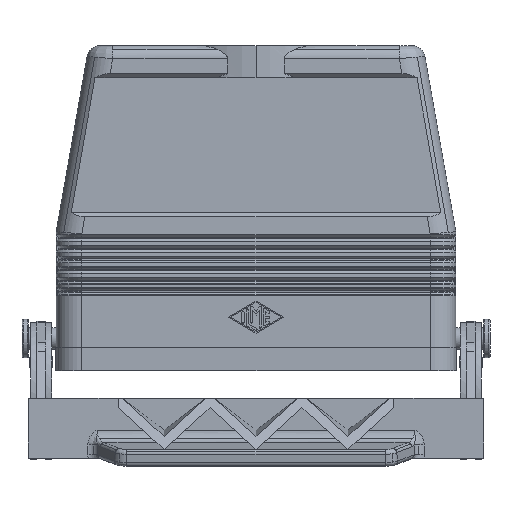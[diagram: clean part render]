
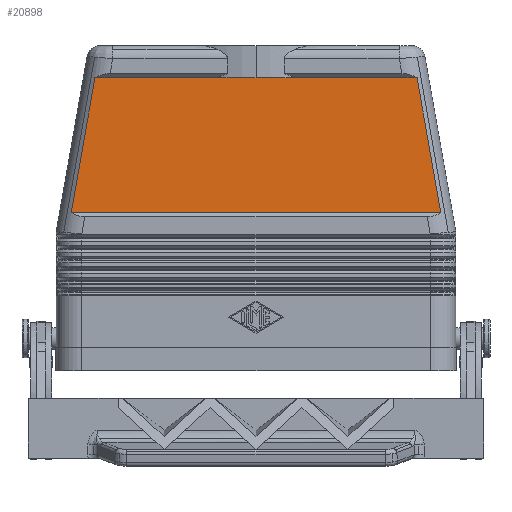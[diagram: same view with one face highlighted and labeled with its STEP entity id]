
A CAD part, front view. The second image highlights one B-rep face of the part: STEP entity #20898.
In plain terms, the highlighted planar face has unit normal (0, -1, 0).
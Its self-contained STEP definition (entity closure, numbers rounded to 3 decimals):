
#1708=CARTESIAN_POINT('',(-43.232,-20.5,37.0));
#1709=VERTEX_POINT('',#1708);
#1717=CARTESIAN_POINT('',(-37.677,-20.5,68.5));
#1718=VERTEX_POINT('',#1717);
#1719=CARTESIAN_POINT('',(-43.232,-20.5,37.0));
#1720=DIRECTION('',(0.174,0.,0.985));
#1721=VECTOR('',#1720,31.986);
#1722=LINE('',#1719,#1721);
#1723=EDGE_CURVE('',#1709,#1718,#1722,.T.);
#5064=CARTESIAN_POINT('',(9.274,-20.5,68.5));
#5065=VERTEX_POINT('',#5064);
#5214=CARTESIAN_POINT('',(37.677,-20.5,68.5));
#5215=VERTEX_POINT('',#5214);
#5223=CARTESIAN_POINT('',(43.232,-20.5,37.0));
#5224=VERTEX_POINT('',#5223);
#5225=CARTESIAN_POINT('',(37.677,-20.5,68.5));
#5226=DIRECTION('',(0.174,0.,-0.985));
#5227=VECTOR('',#5226,31.986);
#5228=LINE('',#5225,#5227);
#5229=EDGE_CURVE('',#5215,#5224,#5228,.T.);
#20462=CARTESIAN_POINT('',(-9.274,-20.5,68.5));
#20463=VERTEX_POINT('',#20462);
#20464=CARTESIAN_POINT('',(9.274,-20.5,68.5));
#20465=DIRECTION('',(-1.0,0.0,0.0));
#20466=VECTOR('',#20465,18.547);
#20467=LINE('',#20464,#20466);
#20468=EDGE_CURVE('',#5065,#20463,#20467,.T.);
#20799=CARTESIAN_POINT('',(-9.274,-20.5,68.5));
#20800=DIRECTION('',(-1.0,0.0,0.0));
#20801=VECTOR('',#20800,28.404);
#20802=LINE('',#20799,#20801);
#20803=EDGE_CURVE('',#20463,#1718,#20802,.T.);
#20814=CARTESIAN_POINT('',(37.677,-20.5,68.5));
#20815=DIRECTION('',(-1.0,0.0,0.0));
#20816=VECTOR('',#20815,28.404);
#20817=LINE('',#20814,#20816);
#20818=EDGE_CURVE('',#5215,#5065,#20817,.T.);
#20880=CARTESIAN_POINT('',(0.0,-20.5,68.5));
#20881=DIRECTION('',(0.0,1.0,0.0));
#20882=DIRECTION('',(0.0,0.0,1.0));
#20883=AXIS2_PLACEMENT_3D('',#20880,#20881,#20882);
#20884=PLANE('',#20883);
#20885=ORIENTED_EDGE('',*,*,#1723,.F.);
#20886=CARTESIAN_POINT('',(43.232,-20.5,37.0));
#20887=DIRECTION('',(-1.0,0.0,0.0));
#20888=VECTOR('',#20887,86.464);
#20889=LINE('',#20886,#20888);
#20890=EDGE_CURVE('',#5224,#1709,#20889,.T.);
#20891=ORIENTED_EDGE('',*,*,#20890,.F.);
#20892=ORIENTED_EDGE('',*,*,#5229,.F.);
#20893=ORIENTED_EDGE('',*,*,#20818,.T.);
#20894=ORIENTED_EDGE('',*,*,#20468,.T.);
#20895=ORIENTED_EDGE('',*,*,#20803,.T.);
#20896=EDGE_LOOP('',(#20885,#20891,#20892,#20893,#20894,#20895));
#20897=FACE_OUTER_BOUND('',#20896,.T.);
#20898=ADVANCED_FACE('',(#20897),#20884,.F.);
